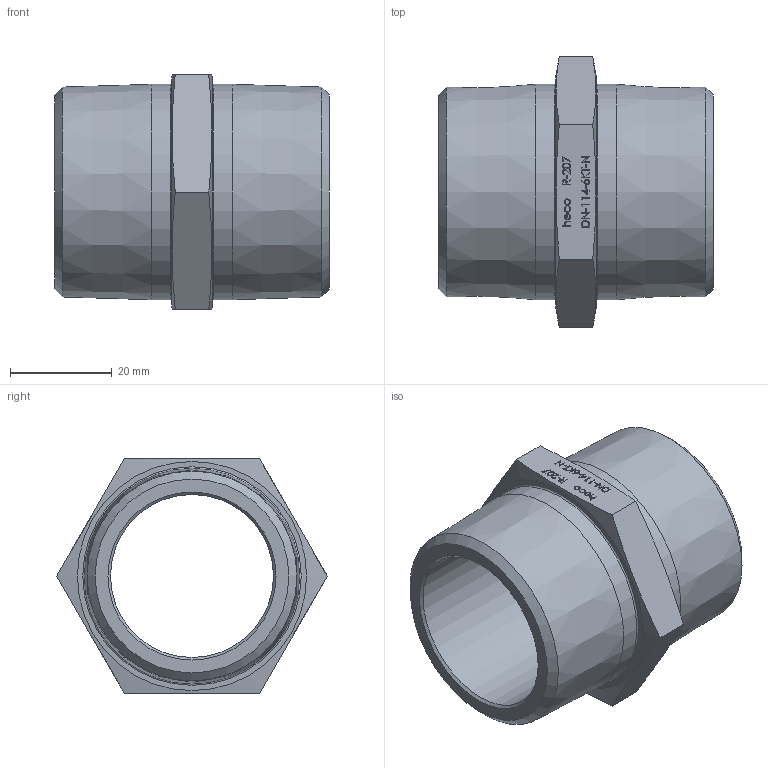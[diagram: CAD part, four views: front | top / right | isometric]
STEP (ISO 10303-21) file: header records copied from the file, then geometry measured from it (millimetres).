
FILE_DESCRIPTION (( 'STEP AP214' ), '1' );
FILE_NAME ('DN-114-6KT-N R-207 2010.STEP', '2020-11-02T11:51:03', ( '' ), ( '' ), 'SwSTEP 2.0', 'SolidWorks 2019', '' );
FILE_SCHEMA (( 'AUTOMOTIVE_DESIGN' ));
Length unit declared in the file: millimetre
Products named in the file (1): DN-114-6KT-N R-207 2010
Bounding box: 54 x 53.12 x 46.01 mm (x, y, z)
Volume: 33997.8 mm3; surface area: 14243.3 mm2
Topology: 1 solids, 1 shells, 247 faces, 641 edges, 426 vertices
Faces by surface type: plane 163, bspline 71, cone 8, cylinder 3, torus 2
Full cylindrical faces by diameter (mm): 32 x1, 42.31 x2
Entity records: 13771 total; most frequent: CARTESIAN_POINT 5877, ORIENTED_EDGE 1244, DIRECTION 838, EDGE_CURVE 622, VECTOR 452, LINE 452, VERTEX_POINT 420, EDGE_LOOP 292
